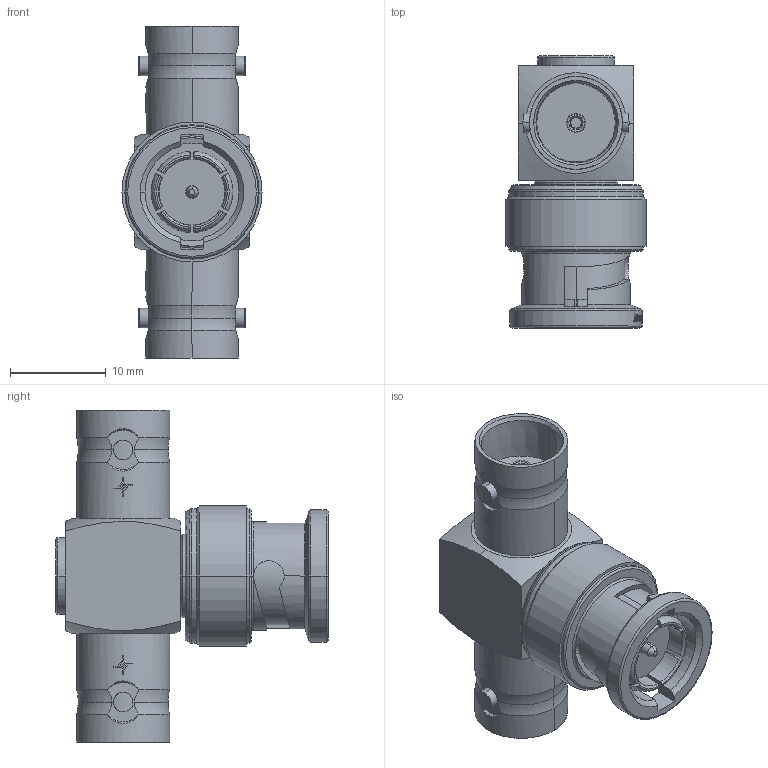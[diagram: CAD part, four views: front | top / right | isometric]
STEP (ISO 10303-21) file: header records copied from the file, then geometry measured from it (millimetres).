
FILE_DESCRIPTION (( 'STEP AP214' ), '1' );
FILE_NAME ('J01005A1238.STEP', '2018-11-20T10:02:50', ( '' ), ( '' ), 'SwSTEP 2.0', 'SolidWorks 2017', '' );
FILE_SCHEMA (( 'AUTOMOTIVE_DESIGN' ));
Length unit declared in the file: millimetre
Products named in the file (1): J01005A1238
Bounding box: 14.6 x 28.35 x 34.6 mm (x, y, z)
Volume: 4672.9 mm3; surface area: 2947 mm2
Topology: 1 solids, 1 shells, 474 faces, 1224 edges, 802 vertices
Faces by surface type: plane 182, cylinder 110, bspline 78, cone 60, torus 44
Entity records: 22963 total; most frequent: CARTESIAN_POINT 7025, ORIENTED_EDGE 2448, DIRECTION 1944, EDGE_CURVE 1224, VERTEX_POINT 802, AXIS2_PLACEMENT_3D 722, EDGE_LOOP 528, VECTOR 500
